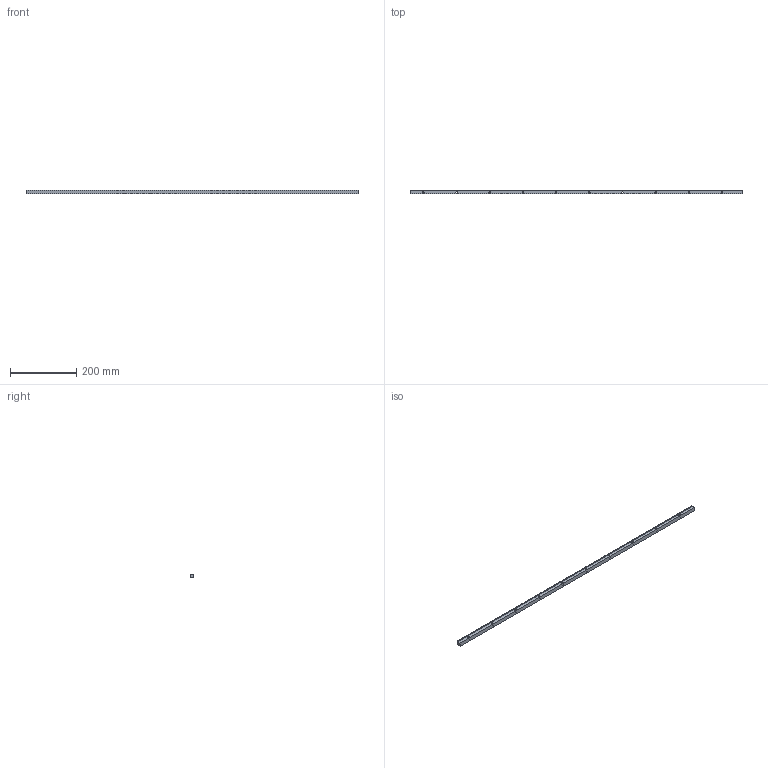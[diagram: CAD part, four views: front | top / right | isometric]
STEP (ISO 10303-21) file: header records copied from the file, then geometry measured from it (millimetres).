
FILE_DESCRIPTION (( 'STEP AP214' ), '1' );
FILE_NAME ('B744 Ðåéêà ïðÿìîçóáàÿ M1-1212, L = 1000ìì.STEP', '2025-12-29T11:24:24', ( '' ), ( '' ), 'SwSTEP 2.0', 'SolidWorks 2025', '' );
FILE_SCHEMA (( 'AUTOMOTIVE_DESIGN' ));
Length unit declared in the file: millimetre
Products named in the file (1): B744 Рейка прямозубая M1-1212, L = 1000мм
Bounding box: 1000 x 12 x 12 mm (x, y, z)
Volume: 125505 mm3; surface area: 64060.3 mm2
Topology: 1 solids, 1 shells, 1389 faces, 4131 edges, 2754 vertices
Faces by surface type: plane 1349, cylinder 40
Entity records: 45708 total; most frequent: CARTESIAN_POINT 8275, ORIENTED_EDGE 8262, DIRECTION 6991, EDGE_CURVE 4131, LINE 4051, VECTOR 4051, VERTEX_POINT 2754, AXIS2_PLACEMENT_3D 1470
